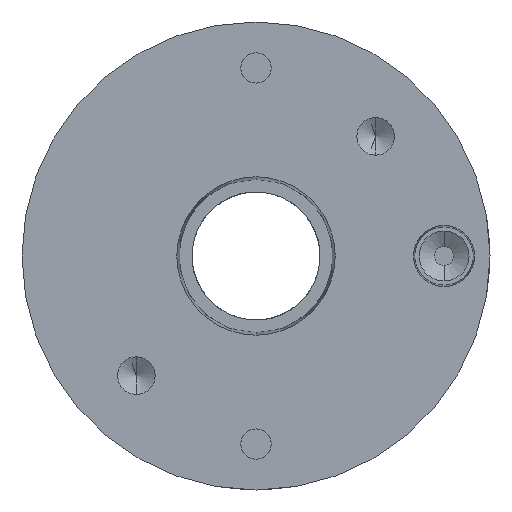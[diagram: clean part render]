
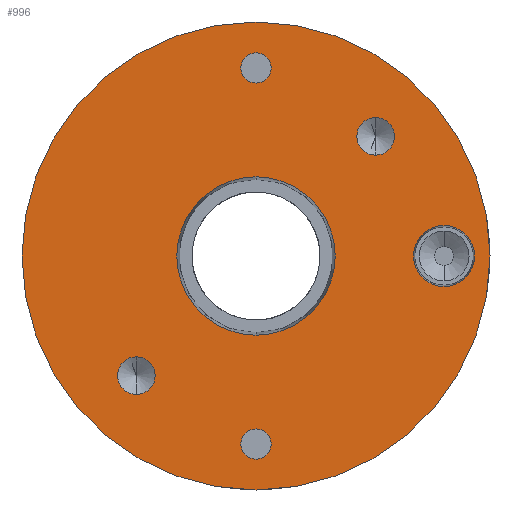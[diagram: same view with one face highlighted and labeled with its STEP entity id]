
A CAD part, front view. The second image highlights one B-rep face of the part: STEP entity #996.
In plain terms, the highlighted planar face has unit normal (0, -1, 0).
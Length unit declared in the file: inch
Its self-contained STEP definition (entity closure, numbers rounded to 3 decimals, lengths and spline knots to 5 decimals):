
#84 = CARTESIAN_POINT ( 'NONE',  ( 0., -1.1875, 1.25 ) ) ;
#89 = DIRECTION ( 'NONE',  ( 0., 0., -1. ) ) ;
#102 = EDGE_CURVE ( 'NONE', #860, #4324, #145, .T. ) ;
#145 = CIRCLE ( 'NONE', #3776, 1.5555 ) ;
#203 = CARTESIAN_POINT ( 'NONE',  ( 0., -1.1875, 0. ) ) ;
#247 = DIRECTION ( 'NONE',  ( 0., 0., 1. ) ) ;
#268 = EDGE_LOOP ( 'NONE', ( #2892, #1301 ) ) ;
#274 = CARTESIAN_POINT ( 'NONE',  ( 1.25, -1.1875, 0. ) ) ;
#349 = VERTEX_POINT ( 'NONE', #4672 ) ;
#422 = CARTESIAN_POINT ( 'NONE',  ( 0., -1.1875, 1.3505 ) ) ;
#436 = EDGE_LOOP ( 'NONE', ( #509, #3642 ) ) ;
#442 = VERTEX_POINT ( 'NONE', #4540 ) ;
#492 = AXIS2_PLACEMENT_3D ( 'NONE', #1598, #4877, #1661 ) ;
#507 = CARTESIAN_POINT ( 'NONE',  ( -0.7955, -1.1875, -0.7955 ) ) ;
#509 = ORIENTED_EDGE ( 'NONE', *, *, #2045, .F. ) ;
#529 = VERTEX_POINT ( 'NONE', #1091 ) ;
#560 = AXIS2_PLACEMENT_3D ( 'NONE', #1226, #2099, #1682 ) ;
#580 = ORIENTED_EDGE ( 'NONE', *, *, #4449, .F. ) ;
#588 = DIRECTION ( 'NONE',  ( 0., 1., 0. ) ) ;
#635 = CARTESIAN_POINT ( 'NONE',  ( -0.7955, -1.1875, -0.6705 ) ) ;
#643 = CARTESIAN_POINT ( 'NONE',  ( 1.25, -1.1875, -0.2025 ) ) ;
#652 = CARTESIAN_POINT ( 'NONE',  ( 0.7955, -1.1875, 0.7955 ) ) ;
#694 = FACE_BOUND ( 'NONE', #4497, .T. ) ;
#705 = EDGE_CURVE ( 'NONE', #529, #4000, #1776, .T. ) ;
#719 = CARTESIAN_POINT ( 'NONE',  ( -0.7955, -1.1875, -0.7955 ) ) ;
#735 = AXIS2_PLACEMENT_3D ( 'NONE', #2366, #3560, #4836 ) ;
#737 = CARTESIAN_POINT ( 'NONE',  ( 1.25, -1.1875, 0. ) ) ;
#820 = CIRCLE ( 'NONE', #2476, 0.5264 ) ;
#858 = DIRECTION ( 'NONE',  ( 0., 0., -1. ) ) ;
#860 = VERTEX_POINT ( 'NONE', #2032 ) ;
#996 = ADVANCED_FACE ( 'NONE', ( #694, #2805, #3998, #3652, #4498, #4525, #1547 ), #3602, .F. ) ;
#1062 = ORIENTED_EDGE ( 'NONE', *, *, #4006, .F. ) ;
#1077 = CIRCLE ( 'NONE', #4115, 0.1005 ) ;
#1091 = CARTESIAN_POINT ( 'NONE',  ( 1.25, -1.1875, 0.2025 ) ) ;
#1123 = CARTESIAN_POINT ( 'NONE',  ( 0., -1.1875, -0.5264 ) ) ;
#1129 = DIRECTION ( 'NONE',  ( 0., 0., -1. ) ) ;
#1205 = EDGE_CURVE ( 'NONE', #4000, #529, #4259, .T. ) ;
#1209 = ORIENTED_EDGE ( 'NONE', *, *, #1205, .F. ) ;
#1224 = CARTESIAN_POINT ( 'NONE',  ( 0.7955, -1.1875, 0.7955 ) ) ;
#1226 = CARTESIAN_POINT ( 'NONE',  ( 1.5555, -1.1875, 0. ) ) ;
#1233 = EDGE_CURVE ( 'NONE', #2677, #3220, #1688, .T. ) ;
#1301 = ORIENTED_EDGE ( 'NONE', *, *, #102, .F. ) ;
#1332 = CARTESIAN_POINT ( 'NONE',  ( 0., -1.1875, 0.5264 ) ) ;
#1399 = DIRECTION ( 'NONE',  ( 0., -1., 0. ) ) ;
#1503 = EDGE_CURVE ( 'NONE', #2312, #4212, #4651, .T. ) ;
#1547 = FACE_OUTER_BOUND ( 'NONE', #268, .T. ) ;
#1598 = CARTESIAN_POINT ( 'NONE',  ( 0., -1.1875, -1.25 ) ) ;
#1599 = CIRCLE ( 'NONE', #4623, 1.5555 ) ;
#1661 = DIRECTION ( 'NONE',  ( 0., 0., -1. ) ) ;
#1682 = DIRECTION ( 'NONE',  ( 0., 0., 1. ) ) ;
#1683 = AXIS2_PLACEMENT_3D ( 'NONE', #274, #4378, #4463 ) ;
#1688 = CIRCLE ( 'NONE', #4537, 0.125 ) ;
#1746 = ORIENTED_EDGE ( 'NONE', *, *, #4050, .F. ) ;
#1776 = CIRCLE ( 'NONE', #3673, 0.2025 ) ;
#1795 = CIRCLE ( 'NONE', #2725, 0.1005 ) ;
#1863 = DIRECTION ( 'NONE',  ( 0., -1., 0. ) ) ;
#1875 = CARTESIAN_POINT ( 'NONE',  ( 0., -1.1875, 0. ) ) ;
#1892 = CARTESIAN_POINT ( 'NONE',  ( 0., -1.1875, 0. ) ) ;
#1920 = DIRECTION ( 'NONE',  ( 0., -1., 0. ) ) ;
#1956 = ORIENTED_EDGE ( 'NONE', *, *, #5014, .F. ) ;
#1961 = DIRECTION ( 'NONE',  ( 0., 0., 1. ) ) ;
#1986 = DIRECTION ( 'NONE',  ( 0., -1., 0. ) ) ;
#2032 = CARTESIAN_POINT ( 'NONE',  ( 0., -1.1875, -1.5555 ) ) ;
#2045 = EDGE_CURVE ( 'NONE', #3220, #2677, #2080, .T. ) ;
#2080 = CIRCLE ( 'NONE', #3186, 0.125 ) ;
#2099 = DIRECTION ( 'NONE',  ( 0., 1., 0. ) ) ;
#2109 = EDGE_CURVE ( 'NONE', #4212, #2312, #3877, .T. ) ;
#2224 = CARTESIAN_POINT ( 'NONE',  ( 0., -1.1875, 0. ) ) ;
#2285 = DIRECTION ( 'NONE',  ( 0., 0., -1. ) ) ;
#2312 = VERTEX_POINT ( 'NONE', #2820 ) ;
#2324 = AXIS2_PLACEMENT_3D ( 'NONE', #652, #2929, #4067 ) ;
#2366 = CARTESIAN_POINT ( 'NONE',  ( 0., -1.1875, 1.25 ) ) ;
#2414 = VERTEX_POINT ( 'NONE', #5070 ) ;
#2453 = ORIENTED_EDGE ( 'NONE', *, *, #705, .F. ) ;
#2454 = DIRECTION ( 'NONE',  ( 0., -1., 0. ) ) ;
#2469 = ORIENTED_EDGE ( 'NONE', *, *, #4572, .F. ) ;
#2476 = AXIS2_PLACEMENT_3D ( 'NONE', #1892, #1920, #4765 ) ;
#2482 = DIRECTION ( 'NONE',  ( 0., -1., 0. ) ) ;
#2585 = VERTEX_POINT ( 'NONE', #1332 ) ;
#2629 = CIRCLE ( 'NONE', #735, 0.1005 ) ;
#2677 = VERTEX_POINT ( 'NONE', #635 ) ;
#2725 = AXIS2_PLACEMENT_3D ( 'NONE', #84, #4591, #858 ) ;
#2805 = FACE_BOUND ( 'NONE', #436, .T. ) ;
#2818 = CIRCLE ( 'NONE', #492, 0.1005 ) ;
#2820 = CARTESIAN_POINT ( 'NONE',  ( 0.7955, -1.1875, 0.9205 ) ) ;
#2861 = EDGE_LOOP ( 'NONE', ( #1209, #2453 ) ) ;
#2875 = CARTESIAN_POINT ( 'NONE',  ( 0., -1.1875, 1.5555 ) ) ;
#2892 = ORIENTED_EDGE ( 'NONE', *, *, #3335, .F. ) ;
#2929 = DIRECTION ( 'NONE',  ( 0., -1., 0. ) ) ;
#3095 = DIRECTION ( 'NONE',  ( 0., 0., -1. ) ) ;
#3186 = AXIS2_PLACEMENT_3D ( 'NONE', #719, #2454, #4953 ) ;
#3220 = VERTEX_POINT ( 'NONE', #5135 ) ;
#3250 = ORIENTED_EDGE ( 'NONE', *, *, #3830, .F. ) ;
#3260 = EDGE_LOOP ( 'NONE', ( #3250, #2469 ) ) ;
#3322 = DIRECTION ( 'NONE',  ( 0., -1., 0. ) ) ;
#3335 = EDGE_CURVE ( 'NONE', #4324, #860, #1599, .T. ) ;
#3465 = CARTESIAN_POINT ( 'NONE',  ( 0., -1.1875, -1.25 ) ) ;
#3515 = DIRECTION ( 'NONE',  ( 0., 1., 0. ) ) ;
#3560 = DIRECTION ( 'NONE',  ( 0., -1., 0. ) ) ;
#3602 = PLANE ( 'NONE',  #560 ) ;
#3627 = DIRECTION ( 'NONE',  ( 0., 0., -1. ) ) ;
#3642 = ORIENTED_EDGE ( 'NONE', *, *, #1233, .F. ) ;
#3652 = FACE_BOUND ( 'NONE', #3260, .T. ) ;
#3673 = AXIS2_PLACEMENT_3D ( 'NONE', #737, #1986, #1129 ) ;
#3708 = ORIENTED_EDGE ( 'NONE', *, *, #1503, .F. ) ;
#3776 = AXIS2_PLACEMENT_3D ( 'NONE', #2224, #588, #247 ) ;
#3830 = EDGE_CURVE ( 'NONE', #2414, #4079, #1795, .T. ) ;
#3877 = CIRCLE ( 'NONE', #4655, 0.125 ) ;
#3998 = FACE_BOUND ( 'NONE', #2861, .T. ) ;
#4000 = VERTEX_POINT ( 'NONE', #643 ) ;
#4006 = EDGE_CURVE ( 'NONE', #442, #349, #1077, .T. ) ;
#4050 = EDGE_CURVE ( 'NONE', #2585, #4944, #820, .T. ) ;
#4067 = DIRECTION ( 'NONE',  ( 0., 0., -1. ) ) ;
#4079 = VERTEX_POINT ( 'NONE', #422 ) ;
#4115 = AXIS2_PLACEMENT_3D ( 'NONE', #3465, #1399, #2285 ) ;
#4167 = CARTESIAN_POINT ( 'NONE',  ( 0.7955, -1.1875, 0.6705 ) ) ;
#4212 = VERTEX_POINT ( 'NONE', #4167 ) ;
#4259 = CIRCLE ( 'NONE', #1683, 0.2025 ) ;
#4324 = VERTEX_POINT ( 'NONE', #2875 ) ;
#4378 = DIRECTION ( 'NONE',  ( 0., -1., 0. ) ) ;
#4449 = EDGE_CURVE ( 'NONE', #4944, #2585, #4628, .T. ) ;
#4463 = DIRECTION ( 'NONE',  ( 0., 0., -1. ) ) ;
#4497 = EDGE_LOOP ( 'NONE', ( #4787, #3708 ) ) ;
#4498 = FACE_BOUND ( 'NONE', #5337, .T. ) ;
#4525 = FACE_BOUND ( 'NONE', #5196, .T. ) ;
#4537 = AXIS2_PLACEMENT_3D ( 'NONE', #507, #3322, #89 ) ;
#4540 = CARTESIAN_POINT ( 'NONE',  ( 0., -1.1875, -1.1495 ) ) ;
#4572 = EDGE_CURVE ( 'NONE', #4079, #2414, #2629, .T. ) ;
#4591 = DIRECTION ( 'NONE',  ( 0., -1., 0. ) ) ;
#4623 = AXIS2_PLACEMENT_3D ( 'NONE', #1875, #3515, #1961 ) ;
#4628 = CIRCLE ( 'NONE', #5064, 0.5264 ) ;
#4651 = CIRCLE ( 'NONE', #2324, 0.125 ) ;
#4655 = AXIS2_PLACEMENT_3D ( 'NONE', #1224, #2482, #3627 ) ;
#4672 = CARTESIAN_POINT ( 'NONE',  ( 0., -1.1875, -1.3505 ) ) ;
#4765 = DIRECTION ( 'NONE',  ( 0., 0., -1. ) ) ;
#4787 = ORIENTED_EDGE ( 'NONE', *, *, #2109, .F. ) ;
#4836 = DIRECTION ( 'NONE',  ( 0., 0., -1. ) ) ;
#4877 = DIRECTION ( 'NONE',  ( 0., -1., 0. ) ) ;
#4944 = VERTEX_POINT ( 'NONE', #1123 ) ;
#4953 = DIRECTION ( 'NONE',  ( 0., 0., -1. ) ) ;
#5014 = EDGE_CURVE ( 'NONE', #349, #442, #2818, .T. ) ;
#5064 = AXIS2_PLACEMENT_3D ( 'NONE', #203, #1863, #3095 ) ;
#5070 = CARTESIAN_POINT ( 'NONE',  ( 0., -1.1875, 1.1495 ) ) ;
#5135 = CARTESIAN_POINT ( 'NONE',  ( -0.7955, -1.1875, -0.9205 ) ) ;
#5196 = EDGE_LOOP ( 'NONE', ( #580, #1746 ) ) ;
#5337 = EDGE_LOOP ( 'NONE', ( #1956, #1062 ) ) ;
